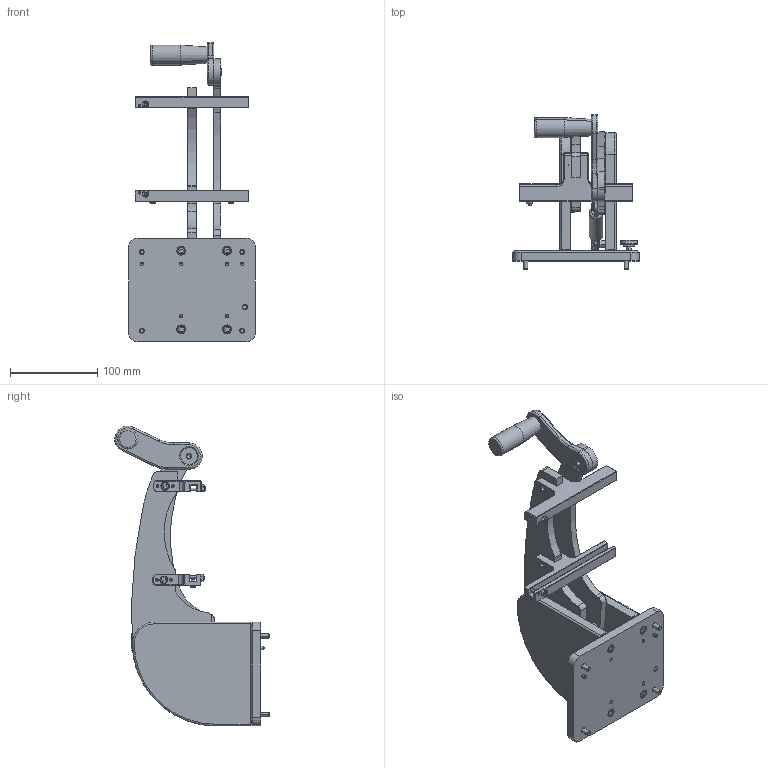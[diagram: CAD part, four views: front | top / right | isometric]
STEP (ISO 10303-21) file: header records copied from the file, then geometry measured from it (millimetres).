
FILE_DESCRIPTION (( 'STEP AP214' ), '1' );
FILE_NAME ('INGUN_41570_NH.STEP', '2024-12-02T14:42:15', ( '' ), ( '' ), 'SwSTEP 2.0', 'SolidWorks 2023', '' );
FILE_SCHEMA (( 'AUTOMOTIVE_DESIGN' ));
Length unit declared in the file: millimetre
Products named in the file (34): 48565~1_S; 52472~0_KUNDE<S>; 1720~0; 2351~0; INGUN_41570_NH; 52471~0_KUNDE<S>; DIN934~n_M04,0; 41854~0_S; DIN125~n_06,4 M06,0 Fase; DIN6325~n_04,0m6x016; 42065~0; 17281~0_S; 57801~2_S; 41855~1_S; DIN6325~n_04,0m6x014; DIN912~n_M05,0x020; DIN6325~n_03,0m6x026; 41858~0_S; DIN_6799_-_A2~n_d 5; 41569~2; DIN912~n_M06,0x016; 4824~0; K_36517~0_Standard ohne Dyn Punkt<Standard>; DIN6325~n_03,0m6x016; 40769~0; 46227~0; 41848~0_S; 49317~0; 52469~0_KUNDE<S>; DIN912~n_M05,0x016; K_36518~0; K_140093~0_S; 51861~0_<Standard>; 41859~4_KUNDE<S>
Assembly tree (52 placements, depth 3):
  INGUN_41570_NH
    41569~2
    52472~0_KUNDE<S>
    52471~0_KUNDE<S>
    41859~4_KUNDE<S>
    52469~0_KUNDE<S>
    41854~0_S
    41855~1_S
    41858~0_S
    2351~0
    41848~0_S
    4824~0
    48565~1_S
    57801~2_S
    49317~0
    1720~0
    51861~0_<Standard>
      K_36517~0_Standard ohne Dyn Punkt<Standard>
      K_36518~0
    42065~0  x2
    DIN912~n_M06,0x016
    DIN912~n_M05,0x016  x8
    DIN912~n_M05,0x020  x2
    40769~0
    DIN6325~n_04,0m6x016  x3
    DIN6325~n_04,0m6x014  x3
    DIN6325~n_03,0m6x016  x2
    DIN6325~n_03,0m6x026  x4
    DIN934~n_M04,0  x2
    DIN125~n_06,4 M06,0 Fase  x2
    DIN_6799_-_A2~n_d 5
    46227~0
    17281~0_S  x2
  K_140093~0_S
Bounding box: 145 x 176.94 x 343.63 mm (x, y, z)
Volume: 895628.8 mm3; surface area: 237903.1 mm2
Topology: 51 solids, 51 shells, 1157 faces, 2714 edges, 1720 vertices
Faces by surface type: plane 519, cylinder 381, cone 152, sphere 54, torus 37, bspline 14
Entity records: 26882 total; most frequent: CARTESIAN_POINT 4748, DIRECTION 4726, ORIENTED_EDGE 4154, EDGE_CURVE 2077, AXIS2_PLACEMENT_3D 1798, VERTEX_POINT 1314, LINE 1130, VECTOR 1130
